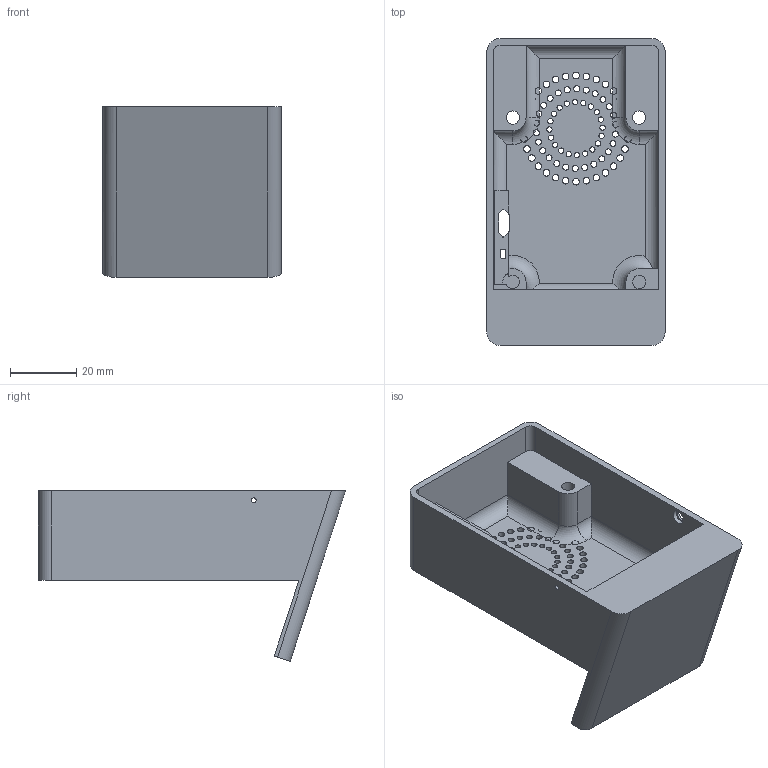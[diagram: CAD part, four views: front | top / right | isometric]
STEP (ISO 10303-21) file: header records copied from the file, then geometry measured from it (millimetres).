
FILE_DESCRIPTION(/* description */ (''),/* implementation_level */ '2;1');
FILE_NAME(/* name */ 'Pithy Pixel Plus Straight Stand.step',/* time_stamp */ '2021-03-27T20:01:16+00:00',/* author */ (''),/* organization */ (''),/* preprocessor_version */ 'ST-DEVELOPER v18.1',/* originating_system */ 'Autodesk Translation Framework v9.10.0.1330',/* authorisation */ '');
FILE_SCHEMA (('AUTOMOTIVE_DESIGN { 1 0 10303 214 3 1 1 }'));
Length unit declared in the file: millimetre
Products named in the file (1): Pithy Pixel Plus Straight Stand
Bounding box: 53.72 x 92.48 x 51.36 mm (x, y, z)
Volume: 50200.5 mm3; surface area: 27205.1 mm2
Topology: 1 solids, 1 shells, 192 faces, 552 edges, 358 vertices
Faces by surface type: cylinder 119, plane 65, cone 4, torus 4
Full cylindrical faces by diameter (mm): 1.4 x1, 1.6 x20, 1.8 x26, 2 x30, 3.3 x1, 4 x3, 4.2 x1, 6 x2
Entity records: 6792 total; most frequent: DIRECTION 1204, CARTESIAN_POINT 1179, ORIENTED_EDGE 1104, EDGE_CURVE 552, AXIS2_PLACEMENT_3D 473, VERTEX_POINT 358, EDGE_LOOP 344, CIRCLE 274
